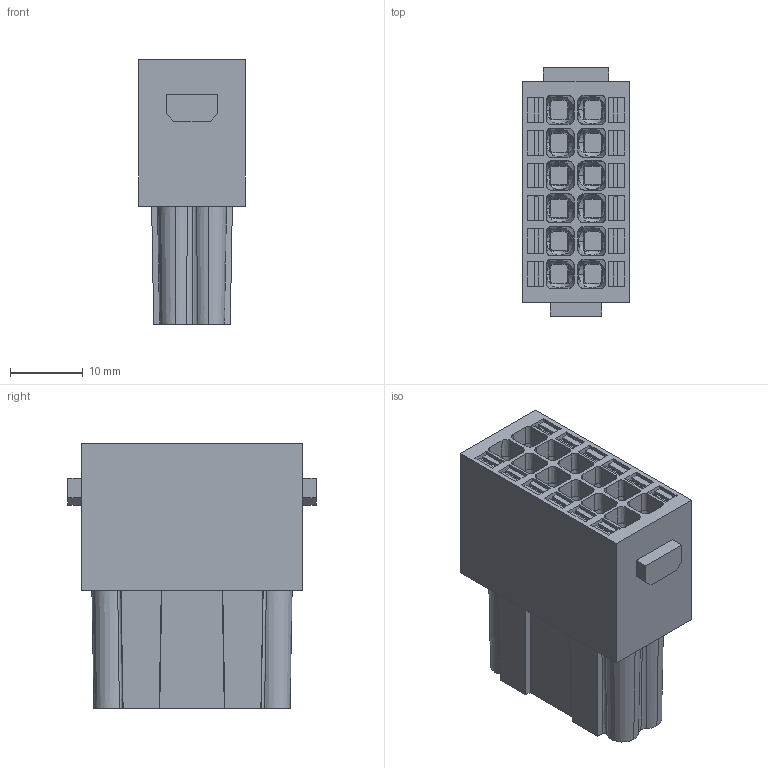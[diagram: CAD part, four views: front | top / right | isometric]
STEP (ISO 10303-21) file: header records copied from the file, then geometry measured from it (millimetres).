
FILE_DESCRIPTION(('CATIA V5 STEP Exchange','CAx-IF Rec.Pracs.--- Model Styling and Organization---1.4--- 2014-01-23'),'2;1');
FILE_NAME ('1255384-1_1', '2021-01-28T14:37:05+00:00', ('none'), ('Weidmueller'), 'CATIA Version 5-6 Release 2016 SP3 HF44', 'CATIA V5 STEP AP214', 'none');
FILE_SCHEMA(('AUTOMOTIVE_DESIGN { 1 0 10303 214 1 1 1 1 }'));
Length unit declared in the file: millimetre
Products named in the file (1): 2748470000
Bounding box: 14.6 x 34.1 x 36.25 mm (x, y, z)
Volume: 11254.1 mm3; surface area: 6530.9 mm2
Topology: 1 solids, 1 shells, 511 faces, 1344 edges, 874 vertices
Faces by surface type: plane 293, cylinder 96, bspline 84, cone 38
Entity records: 20728 total; most frequent: CARTESIAN_POINT 9703, ORIENTED_EDGE 2688, DIRECTION 1623, EDGE_CURVE 1344, VERTEX_POINT 874, VECTOR 720, LINE 720, EDGE_LOOP 550
